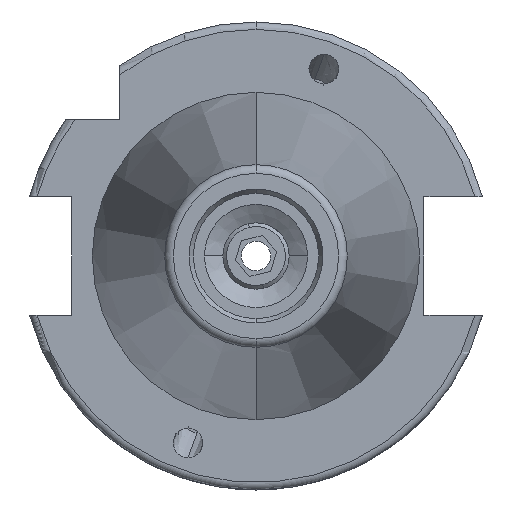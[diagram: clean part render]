
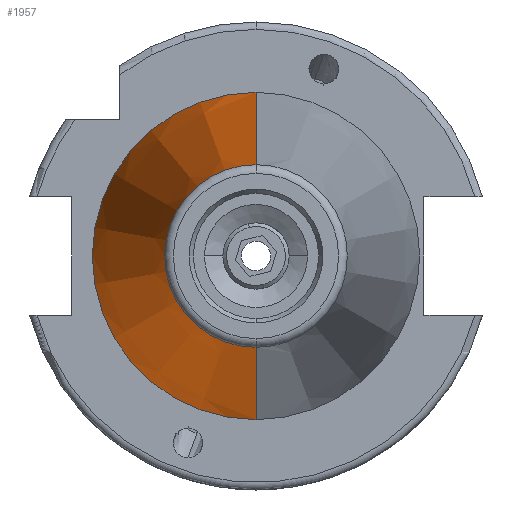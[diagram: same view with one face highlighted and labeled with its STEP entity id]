
A CAD part, left-side view. The second image highlights one B-rep face of the part: STEP entity #1957.
In plain terms, the highlighted conical face has half-angle 8.297 degrees and reference radius 22.225 mm.
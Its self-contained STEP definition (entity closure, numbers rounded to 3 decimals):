
#63 = CARTESIAN_POINT ( 'NONE',  ( -67.373, 12.4, 0. ) ) ;
#250 = CARTESIAN_POINT ( 'NONE',  ( 0., 0., 0. ) ) ;
#351 = CIRCLE ( 'NONE', #6361, 12.4 ) ;
#396 = DIRECTION ( 'NONE',  ( 0., -1., 0. ) ) ;
#430 = CONICAL_SURFACE ( 'NONE', #4985, 22.225, 0.145 ) ;
#489 = DIRECTION ( 'NONE',  ( 0.99, 0.144, 0. ) ) ;
#497 = EDGE_LOOP ( 'NONE', ( #4464, #4260, #1844, #5616 ) ) ;
#784 = DIRECTION ( 'NONE',  ( 0., -1., 0. ) ) ;
#1325 = VERTEX_POINT ( 'NONE', #3819 ) ;
#1558 = CARTESIAN_POINT ( 'NONE',  ( 0., 22.225, 0. ) ) ;
#1566 = CIRCLE ( 'NONE', #4463, 22.225 ) ;
#1599 = LINE ( 'NONE', #1558, #2999 ) ;
#1844 = ORIENTED_EDGE ( 'NONE', *, *, #3047, .T. ) ;
#1957 = ADVANCED_FACE ( 'NONE', ( #4771 ), #430, .T. ) ;
#2285 = CARTESIAN_POINT ( 'NONE',  ( 0., -22.225, 0. ) ) ;
#2314 = VERTEX_POINT ( 'NONE', #5323 ) ;
#2623 = DIRECTION ( 'NONE',  ( 0.99, -0.144, 0. ) ) ;
#2999 = VECTOR ( 'NONE', #489, 1000. ) ;
#3047 = EDGE_CURVE ( 'NONE', #3832, #2314, #1566, .T. ) ;
#3539 = DIRECTION ( 'NONE',  ( -1., 0., 0. ) ) ;
#3819 = CARTESIAN_POINT ( 'NONE',  ( -67.373, -12.4, 0. ) ) ;
#3832 = VERTEX_POINT ( 'NONE', #2285 ) ;
#3926 = DIRECTION ( 'NONE',  ( -1., 0., 0. ) ) ;
#4260 = ORIENTED_EDGE ( 'NONE', *, *, #5441, .T. ) ;
#4463 = AXIS2_PLACEMENT_3D ( 'NONE', #250, #3926, #784 ) ;
#4464 = ORIENTED_EDGE ( 'NONE', *, *, #5901, .F. ) ;
#4771 = FACE_OUTER_BOUND ( 'NONE', #497, .T. ) ;
#4904 = EDGE_CURVE ( 'NONE', #6093, #2314, #1599, .T. ) ;
#4985 = AXIS2_PLACEMENT_3D ( 'NONE', #6703, #6575, #6539 ) ;
#5323 = CARTESIAN_POINT ( 'NONE',  ( 0., 22.225, 0. ) ) ;
#5441 = EDGE_CURVE ( 'NONE', #1325, #3832, #5624, .T. ) ;
#5453 = VECTOR ( 'NONE', #2623, 1000. ) ;
#5616 = ORIENTED_EDGE ( 'NONE', *, *, #4904, .F. ) ;
#5624 = LINE ( 'NONE', #5781, #5453 ) ;
#5781 = CARTESIAN_POINT ( 'NONE',  ( 0., -22.225, 0. ) ) ;
#5901 = EDGE_CURVE ( 'NONE', #1325, #6093, #351, .T. ) ;
#6093 = VERTEX_POINT ( 'NONE', #63 ) ;
#6361 = AXIS2_PLACEMENT_3D ( 'NONE', #6687, #3539, #396 ) ;
#6539 = DIRECTION ( 'NONE',  ( 0., 1., 0. ) ) ;
#6575 = DIRECTION ( 'NONE',  ( 1., 0., 0. ) ) ;
#6687 = CARTESIAN_POINT ( 'NONE',  ( -67.373, 0., 0. ) ) ;
#6703 = CARTESIAN_POINT ( 'NONE',  ( 0., 0., 0. ) ) ;
